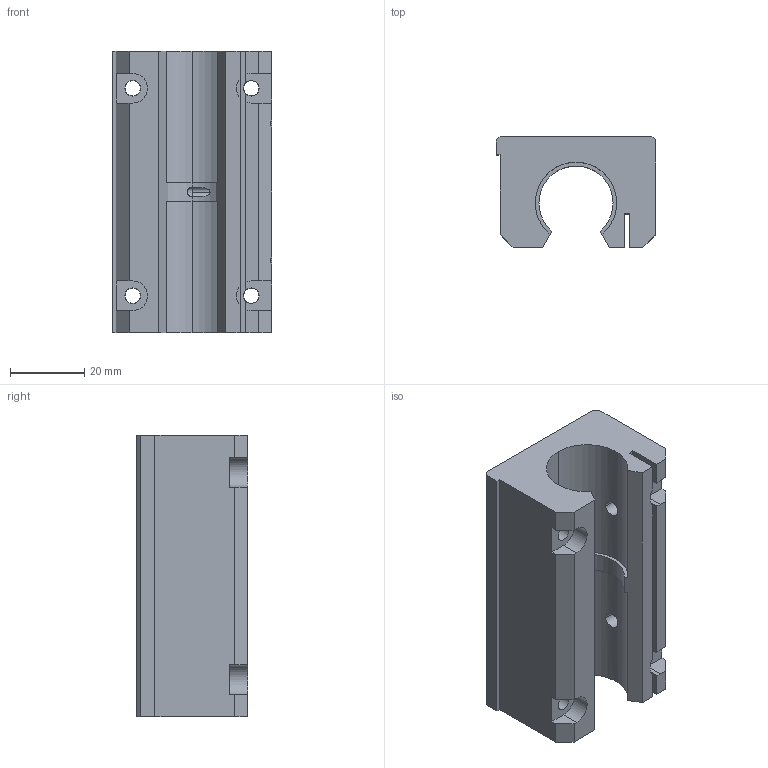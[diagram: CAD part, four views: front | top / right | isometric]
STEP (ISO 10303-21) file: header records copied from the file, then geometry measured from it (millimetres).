
FILE_DESCRIPTION( ( '' ), '1' );
FILE_NAME( 'tag_opaj_12_2_03.stp', '2008-04-10T05:42:28', ( '' ), ( '' ), ' ', ' ', ' ' );
FILE_SCHEMA( ( 'CONFIG_CONTROL_DESIGN' ) );
Length unit declared in the file: millimetre
Products named in the file (1): 1
Bounding box: 43 x 30 x 76 mm (x, y, z)
Volume: 59423.9 mm3; surface area: 19131.2 mm2
Topology: 1 solids, 1 shells, 116 faces, 318 edges, 202 vertices
Faces by surface type: plane 50, cylinder 46, cone 18, sphere 2
Entity records: 3950 total; most frequent: CARTESIAN_POINT 872, DIRECTION 648, ORIENTED_EDGE 628, EDGE_CURVE 314, AXIS2_PLACEMENT_3D 228, VERTEX_POINT 202, LINE 192, VECTOR 192
